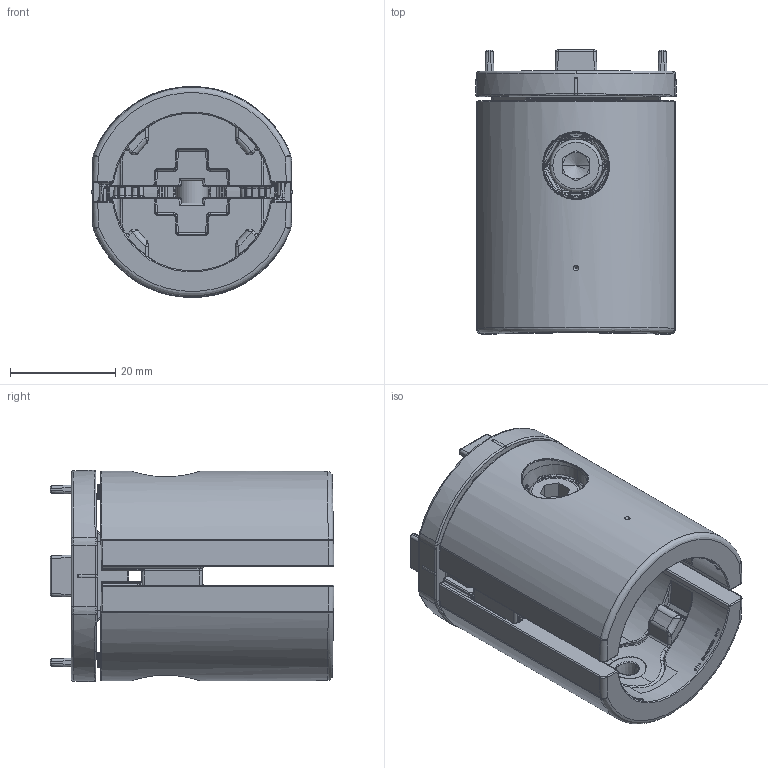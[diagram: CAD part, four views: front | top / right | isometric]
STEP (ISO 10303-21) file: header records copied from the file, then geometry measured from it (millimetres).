
FILE_DESCRIPTION (( 'STEP AP214' ), '1' );
FILE_NAME ('099RV3090LS02.STEP', '2022-10-13T19:53:30', ( '' ), ( '' ), 'SwSTEP 2.0', 'SolidWorks 2022', '' );
FILE_SCHEMA (( 'AUTOMOTIVE_DESIGN' ));
Length unit declared in the file: millimetre
Products named in the file (6): 099RV----_099RV3090LR01; 099RV30R02; 4iso10511m06m_4iso10511m06m; 099RV3090LR02; 099RV3090LS02; cap screw ISO 4762 M6x28_ISO 4762 M6
Assembly tree (7 placements, depth 2):
  099RV3090LS02
    099RV3090LR02  x2
    099RV----_099RV3090LR01
    cap screw ISO 4762 M6x28_ISO 4762 M6
    4iso10511m06m_4iso10511m06m
    099RV30R02  x2
Bounding box: 38.1 x 53.98 x 40.28 mm (x, y, z)
Volume: 37996.6 mm3; surface area: 20651.6 mm2
Topology: 7 solids, 7 shells, 2524 faces, 5872 edges, 3322 vertices
Faces by surface type: bspline 1087, cylinder 696, plane 294, sphere 170, torus 169, cone 108
Entity records: 61077 total; most frequent: CARTESIAN_POINT 31758, ORIENTED_EDGE 6980, DIRECTION 5121, EDGE_CURVE 3490, AXIS2_PLACEMENT_3D 2131, VERTEX_POINT 2005, EDGE_LOOP 1553, ADVANCED_FACE 1520
